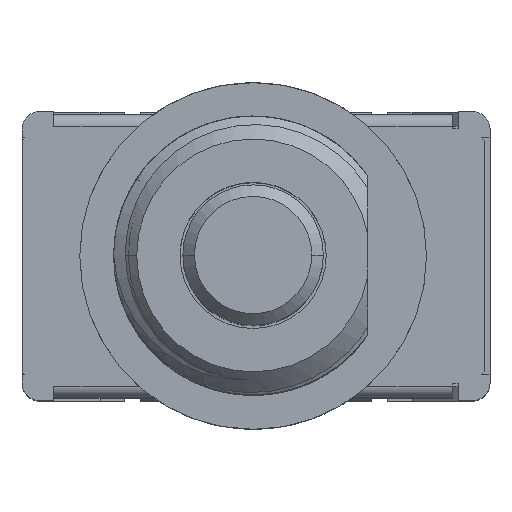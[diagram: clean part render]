
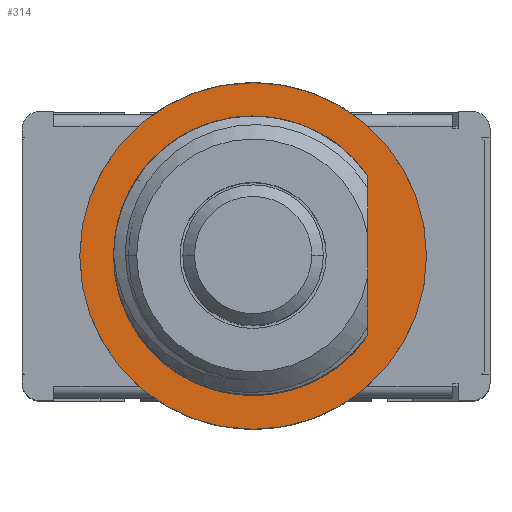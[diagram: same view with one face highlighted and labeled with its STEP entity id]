
A CAD part, top view. The second image highlights one B-rep face of the part: STEP entity #314.
In plain terms, the highlighted planar face has unit normal (0, 0, 1).
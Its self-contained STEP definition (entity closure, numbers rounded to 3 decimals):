
#314=ADVANCED_FACE('',(#941,#942),#943,.T.);
#941=FACE_OUTER_BOUND('',#1640,.T.);
#942=FACE_BOUND('',#1641,.T.);
#943=PLANE('',#1642);
#1640=EDGE_LOOP('',(#6812,#6813));
#1641=EDGE_LOOP('',(#6814,#6815,#6816,#6817));
#1642=AXIS2_PLACEMENT_3D('',#6818,#6819,#6820);
#6812=ORIENTED_EDGE('',*,*,#7490,.T.);
#6813=ORIENTED_EDGE('',*,*,#7471,.F.);
#6814=ORIENTED_EDGE('',*,*,#7386,.T.);
#6815=ORIENTED_EDGE('',*,*,#8088,.T.);
#6816=ORIENTED_EDGE('',*,*,#8089,.T.);
#6817=ORIENTED_EDGE('',*,*,#7391,.T.);
#6818=CARTESIAN_POINT('',(0.0,0.0,6.6));
#6819=DIRECTION('',(0.0,0.0,1.0));
#6820=DIRECTION('',(1.0,-0.0,0.0));
#7386=EDGE_CURVE('',#8396,#8394,#8397,.T.);
#7391=EDGE_CURVE('',#8402,#8396,#8405,.T.);
#7471=EDGE_CURVE('',#8553,#8555,#8556,.T.);
#7490=EDGE_CURVE('',#8553,#8555,#8591,.T.);
#8088=EDGE_CURVE('',#8394,#9551,#9552,.T.);
#8089=EDGE_CURVE('',#9551,#8402,#9553,.T.);
#8394=VERTEX_POINT('',#11493);
#8396=VERTEX_POINT('',#11496);
#8397=CIRCLE('',#11497,2.415);
#8402=VERTEX_POINT('',#11544);
#8405=CIRCLE('',#11589,2.415);
#8553=VERTEX_POINT('',#11791);
#8555=VERTEX_POINT('',#11794);
#8556=CIRCLE('',#11795,3.0);
#8591=CIRCLE('',#11843,3.0);
#9551=VERTEX_POINT('',#13415);
#9552=LINE('',#13416,#13417);
#9553=CIRCLE('',#13418,2.415);
#11493=CARTESIAN_POINT('',(1.98,1.383,6.6));
#11496=CARTESIAN_POINT('',(0.,2.415,6.6));
#11497=AXIS2_PLACEMENT_3D('',#16566,#16567,#16568);
#11544=CARTESIAN_POINT('',(-2.415,0.,6.6));
#11589=AXIS2_PLACEMENT_3D('',#16571,#16572,#16573);
#11791=CARTESIAN_POINT('',(3.0,0.0,6.6));
#11794=CARTESIAN_POINT('',(-3.0,0.0,6.6));
#11795=AXIS2_PLACEMENT_3D('',#16701,#16702,#16703);
#11843=AXIS2_PLACEMENT_3D('',#16732,#16733,#16734);
#13415=CARTESIAN_POINT('',(1.98,-1.383,6.6));
#13416=CARTESIAN_POINT('',(1.98,1.383,6.6));
#13417=VECTOR('',#17450,2.765);
#13418=AXIS2_PLACEMENT_3D('',#17451,#17452,#17453);
#16566=CARTESIAN_POINT('',(0.0,0.0,6.6));
#16567=DIRECTION('',(0.0,0.0,-1.0));
#16568=DIRECTION('',(0.0,1.0,0.0));
#16571=CARTESIAN_POINT('',(0.0,0.0,6.6));
#16572=DIRECTION('',(0.0,0.0,-1.0));
#16573=DIRECTION('',(0.82,-0.573,0.0));
#16701=CARTESIAN_POINT('',(0.0,0.0,6.6));
#16702=DIRECTION('',(0.0,0.0,-1.0));
#16703=DIRECTION('',(1.0,0.0,0.0));
#16732=CARTESIAN_POINT('',(0.0,0.0,6.6));
#16733=DIRECTION('',(0.0,0.0,1.0));
#16734=DIRECTION('',(1.0,0.0,0.0));
#17450=DIRECTION('',(0.0,-1.0,0.0));
#17451=CARTESIAN_POINT('',(0.0,0.0,6.6));
#17452=DIRECTION('',(0.0,0.0,-1.0));
#17453=DIRECTION('',(0.82,-0.573,0.0));
